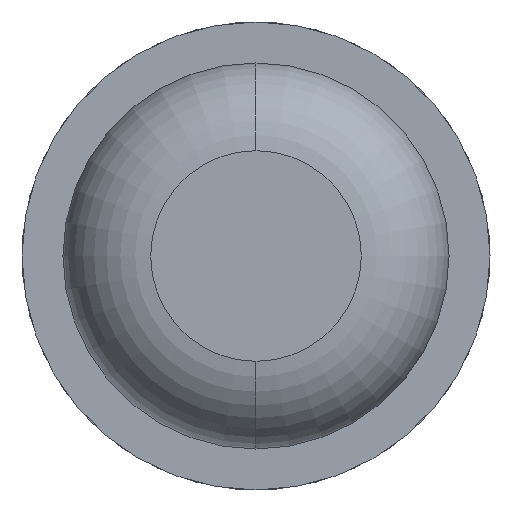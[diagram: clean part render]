
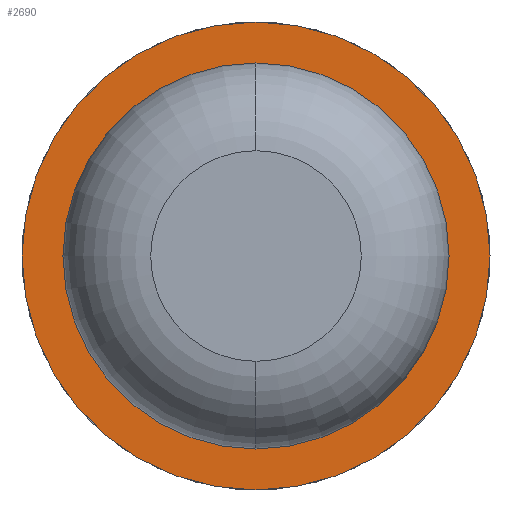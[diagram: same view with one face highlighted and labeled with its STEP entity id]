
A CAD part, front view. The second image highlights one B-rep face of the part: STEP entity #2690.
In plain terms, the highlighted planar face has unit normal (0, -1, 0).
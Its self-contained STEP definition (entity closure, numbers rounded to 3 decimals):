
#46 = DIRECTION ( 'NONE',  ( 0., 1., 0. ) ) ;
#85 = CIRCLE ( 'NONE', #3322, 0.825 ) ;
#119 = ORIENTED_EDGE ( 'NONE', *, *, #4042, .F. ) ;
#451 = DIRECTION ( 'NONE',  ( 0., 1., 0. ) ) ;
#456 = AXIS2_PLACEMENT_3D ( 'NONE', #568, #3812, #2822 ) ;
#568 = CARTESIAN_POINT ( 'NONE',  ( 0., -10., 0. ) ) ;
#576 = VERTEX_POINT ( 'NONE', #4018 ) ;
#621 = AXIS2_PLACEMENT_3D ( 'NONE', #2253, #4176, #3573 ) ;
#707 = EDGE_CURVE ( 'Defeature ausgef�hrt1_6+Defeature ausgef�hrt1_7+Defeature ausgef�hrt1_7+Defeature ausgef�hrt1_7', #3634, #576, #3718, .T. ) ;
#806 = CIRCLE ( 'NONE', #2054, 0.825 ) ;
#891 = CIRCLE ( 'NONE', #621, 1. ) ;
#940 = DIRECTION ( 'NONE',  ( 0., 1., 0. ) ) ;
#962 = CARTESIAN_POINT ( 'NONE',  ( 0., -10., -0.825 ) ) ;
#1015 = DIRECTION ( 'NONE',  ( -1., 0., 0. ) ) ;
#1127 = DIRECTION ( 'NONE',  ( -1., 0., 0. ) ) ;
#1210 = DIRECTION ( 'NONE',  ( -1., 0., 0. ) ) ;
#1311 = AXIS2_PLACEMENT_3D ( 'NONE', #2381, #451, #1127 ) ;
#1330 = EDGE_CURVE ( 'Defeature ausgef�hrt1_7+Defeature ausgef�hrt1_1+Defeature ausgef�hrt1_1+Defeature ausgef�hrt1_1', #1784, #4110, #806, .T. ) ;
#1784 = VERTEX_POINT ( 'NONE', #3299 ) ;
#2006 = CARTESIAN_POINT ( 'NONE',  ( 1., -10., 0. ) ) ;
#2054 = AXIS2_PLACEMENT_3D ( 'NONE', #2852, #940, #1210 ) ;
#2223 = EDGE_LOOP ( 'NONE', ( #119, #2631 ) ) ;
#2253 = CARTESIAN_POINT ( 'NONE',  ( 0., -10., 0. ) ) ;
#2256 = ORIENTED_EDGE ( 'NONE', *, *, #1330, .T. ) ;
#2355 = FACE_OUTER_BOUND ( 'NONE', #2223, .T. ) ;
#2381 = CARTESIAN_POINT ( 'NONE',  ( 0.825, -10., 0. ) ) ;
#2418 = PLANE ( 'NONE',  #1311 ) ;
#2473 = FACE_BOUND ( 'NONE', #3630, .T. ) ;
#2613 = CARTESIAN_POINT ( 'NONE',  ( 0., -10., 0. ) ) ;
#2631 = ORIENTED_EDGE ( 'NONE', *, *, #707, .F. ) ;
#2690 = ADVANCED_FACE ( 'Defeature ausgef�hrt1_7', ( #2355, #2473 ), #2418, .F. ) ;
#2822 = DIRECTION ( 'NONE',  ( -1., 0., 0. ) ) ;
#2852 = CARTESIAN_POINT ( 'NONE',  ( 0., -10., 0. ) ) ;
#2924 = ORIENTED_EDGE ( 'NONE', *, *, #2994, .T. ) ;
#2994 = EDGE_CURVE ( 'Defeature ausgef�hrt1_7+Defeature ausgef�hrt1_1+Defeature ausgef�hrt1_1+Defeature ausgef�hrt1_1', #4110, #1784, #85, .T. ) ;
#3299 = CARTESIAN_POINT ( 'NONE',  ( 0., -10., 0.825 ) ) ;
#3322 = AXIS2_PLACEMENT_3D ( 'NONE', #2613, #46, #1015 ) ;
#3573 = DIRECTION ( 'NONE',  ( -1., 0., 0. ) ) ;
#3630 = EDGE_LOOP ( 'NONE', ( #2256, #2924 ) ) ;
#3634 = VERTEX_POINT ( 'NONE', #2006 ) ;
#3718 = CIRCLE ( 'NONE', #456, 1. ) ;
#3812 = DIRECTION ( 'NONE',  ( 0., 1., 0. ) ) ;
#4018 = CARTESIAN_POINT ( 'NONE',  ( -1., -10., 0. ) ) ;
#4042 = EDGE_CURVE ( 'Defeature ausgef�hrt1_6+Defeature ausgef�hrt1_7+Defeature ausgef�hrt1_7+Defeature ausgef�hrt1_7', #576, #3634, #891, .T. ) ;
#4110 = VERTEX_POINT ( 'NONE', #962 ) ;
#4176 = DIRECTION ( 'NONE',  ( 0., 1., 0. ) ) ;
